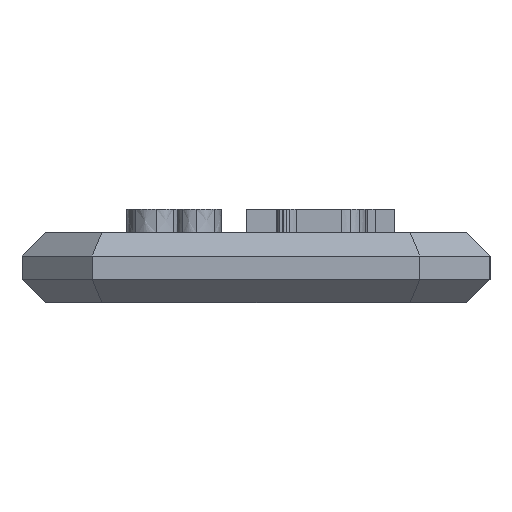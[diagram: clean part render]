
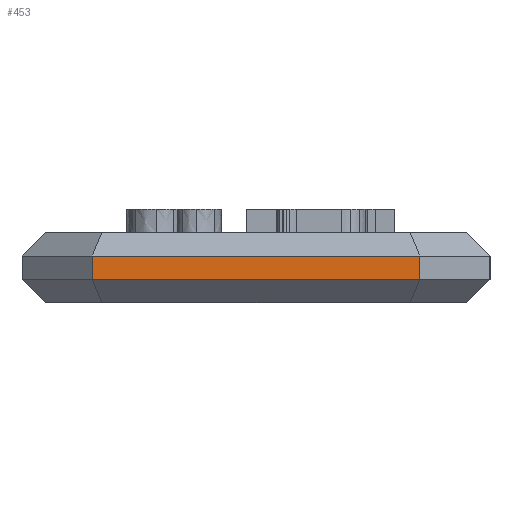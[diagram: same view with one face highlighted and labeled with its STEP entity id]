
A CAD part, left-side view. The second image highlights one B-rep face of the part: STEP entity #453.
In plain terms, the highlighted planar face has unit normal (-1, 0, 0).
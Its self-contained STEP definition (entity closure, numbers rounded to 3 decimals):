
#453=ADVANCED_FACE('',(#3244),#3246,.T.);
#3244=FACE_BOUND('',#3245,.T.);
#3245=EDGE_LOOP('',(#7164,#7165,#7166,#7167));
#3246=PLANE('',#3247);
#3247=AXIS2_PLACEMENT_3D('',#3248,#3249,#3250);
#3248=CARTESIAN_POINT('',(-30.,10.,0.));
#3249=DIRECTION('',(-1.,0.,0.));
#3250=DIRECTION('',(0.,-1.,0.));
#7164=ORIENTED_EDGE('',*,*,#9056,.T.);
#7165=ORIENTED_EDGE('',*,*,#9857,.T.);
#7166=ORIENTED_EDGE('',*,*,#9081,.F.);
#7167=ORIENTED_EDGE('',*,*,#9858,.F.);
#9056=EDGE_CURVE('',#11084,#11085,#11086,.T.);
#9081=EDGE_CURVE('',#11119,#11122,#11123,.T.);
#9857=EDGE_CURVE('',#11085,#11122,#12287,.T.);
#9858=EDGE_CURVE('',#11084,#11119,#12288,.T.);
#11084=VERTEX_POINT('',#14598);
#11085=VERTEX_POINT('',#14599);
#11086=LINE('',#14600,#14601);
#11119=VERTEX_POINT('',#14679);
#11122=VERTEX_POINT('',#14686);
#11123=LINE('',#14687,#14688);
#12287=LINE('',#17403,#17404);
#12288=LINE('',#17406,#17407);
#14598=CARTESIAN_POINT('',(-30.,7.,1.));
#14599=CARTESIAN_POINT('',(-30.,-7.,1.));
#14600=CARTESIAN_POINT('',(-30.,7.,1.));
#14601=VECTOR('',#14602,1.);
#14602=DIRECTION('',(0.,-1.,0.));
#14679=CARTESIAN_POINT('',(-30.,7.,2.));
#14686=CARTESIAN_POINT('',(-30.,-7.,2.));
#14687=CARTESIAN_POINT('',(-30.,7.,2.));
#14688=VECTOR('',#14689,1.);
#14689=DIRECTION('',(0.,-1.,0.));
#17403=CARTESIAN_POINT('',(-30.,-7.,1.));
#17404=VECTOR('',#17405,1.);
#17405=DIRECTION('',(0.,0.,1.));
#17406=CARTESIAN_POINT('',(-30.,7.,1.));
#17407=VECTOR('',#17408,1.);
#17408=DIRECTION('',(0.,0.,1.));
